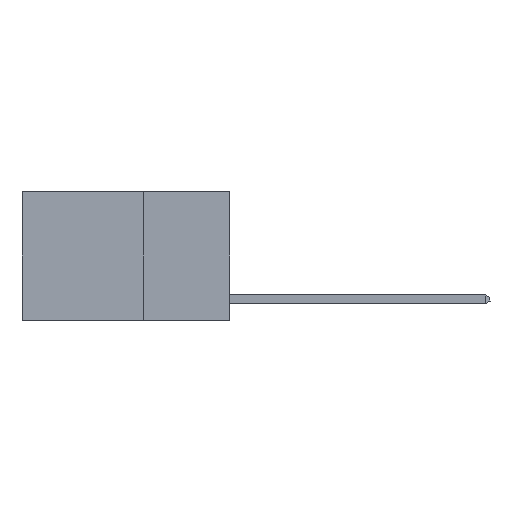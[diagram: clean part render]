
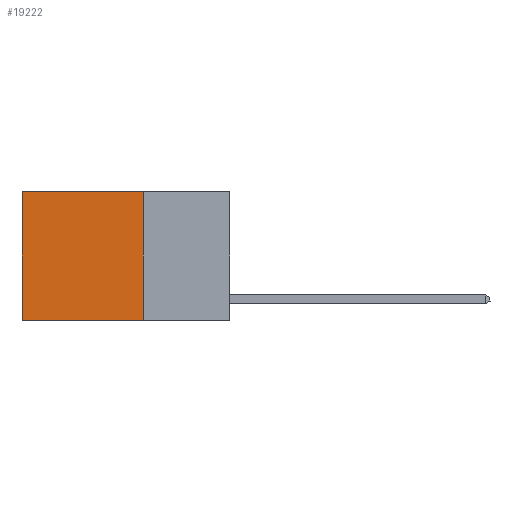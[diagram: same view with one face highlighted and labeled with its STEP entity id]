
A CAD part, left-side view. The second image highlights one B-rep face of the part: STEP entity #19222.
In plain terms, the highlighted planar face has unit normal (-1, 0, 0).
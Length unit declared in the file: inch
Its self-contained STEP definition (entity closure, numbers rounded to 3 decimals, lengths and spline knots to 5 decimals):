
#8 = EDGE_CURVE ( 'NONE', #24459, #9839, #18572, .T. ) ;
#820 = VECTOR ( 'NONE', #14619, 39.37008 ) ;
#926 = EDGE_LOOP ( 'NONE', ( #11071, #17359, #24437, #20395 ) ) ;
#1668 = PLANE ( 'NONE',  #13811 ) ;
#4024 = DIRECTION ( 'NONE',  ( 0., 0., -1. ) ) ;
#4147 = VECTOR ( 'NONE', #15232, 39.37008 ) ;
#4345 = CARTESIAN_POINT ( 'NONE',  ( 0.2625, 0.25, -0.37 ) ) ;
#4457 = DIRECTION ( 'NONE',  ( 0., 0., -1. ) ) ;
#4691 = CARTESIAN_POINT ( 'NONE',  ( 0.2625, 0.25, 0. ) ) ;
#6723 = CARTESIAN_POINT ( 'NONE',  ( 0.2625, 0.6, -0.37 ) ) ;
#8883 = LINE ( 'NONE', #4691, #17760 ) ;
#9839 = VERTEX_POINT ( 'NONE', #6723 ) ;
#10289 = CARTESIAN_POINT ( 'NONE',  ( 0.2625, 0.25, 0. ) ) ;
#11071 = ORIENTED_EDGE ( 'NONE', *, *, #22455, .T. ) ;
#11868 = CARTESIAN_POINT ( 'NONE',  ( 0.2625, 0.25, 0. ) ) ;
#11874 = EDGE_CURVE ( 'NONE', #11997, #24459, #18742, .T. ) ;
#11997 = VERTEX_POINT ( 'NONE', #14136 ) ;
#12285 = FACE_OUTER_BOUND ( 'NONE', #926, .T. ) ;
#13811 = AXIS2_PLACEMENT_3D ( 'NONE', #10289, #18010, #4024 ) ;
#14136 = CARTESIAN_POINT ( 'NONE',  ( 0.2625, 0.25, 0. ) ) ;
#14619 = DIRECTION ( 'NONE',  ( 0., 1., 0. ) ) ;
#14960 = DIRECTION ( 'NONE',  ( 0., 1., 0. ) ) ;
#15232 = DIRECTION ( 'NONE',  ( 0., 0., -1. ) ) ;
#16936 = LINE ( 'NONE', #17832, #26117 ) ;
#17359 = ORIENTED_EDGE ( 'NONE', *, *, #8, .F. ) ;
#17760 = VECTOR ( 'NONE', #14960, 39.37008 ) ;
#17832 = CARTESIAN_POINT ( 'NONE',  ( 0.2625, 0.6, 0. ) ) ;
#18010 = DIRECTION ( 'NONE',  ( 1., 0., 0. ) ) ;
#18075 = CARTESIAN_POINT ( 'NONE',  ( 0.2625, 0.6, 0. ) ) ;
#18572 = LINE ( 'NONE', #4345, #820 ) ;
#18742 = LINE ( 'NONE', #11868, #4147 ) ;
#19222 = ADVANCED_FACE ( 'NONE', ( #12285 ), #1668, .F. ) ;
#20395 = ORIENTED_EDGE ( 'NONE', *, *, #24386, .T. ) ;
#21130 = VERTEX_POINT ( 'NONE', #18075 ) ;
#21916 = CARTESIAN_POINT ( 'NONE',  ( 0.2625, 0.25, -0.37 ) ) ;
#22455 = EDGE_CURVE ( 'NONE', #21130, #9839, #16936, .T. ) ;
#24386 = EDGE_CURVE ( 'NONE', #11997, #21130, #8883, .T. ) ;
#24437 = ORIENTED_EDGE ( 'NONE', *, *, #11874, .F. ) ;
#24459 = VERTEX_POINT ( 'NONE', #21916 ) ;
#26117 = VECTOR ( 'NONE', #4457, 39.37008 ) ;
